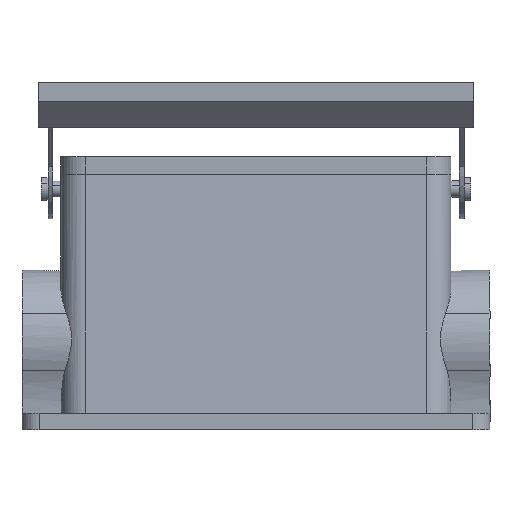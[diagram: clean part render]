
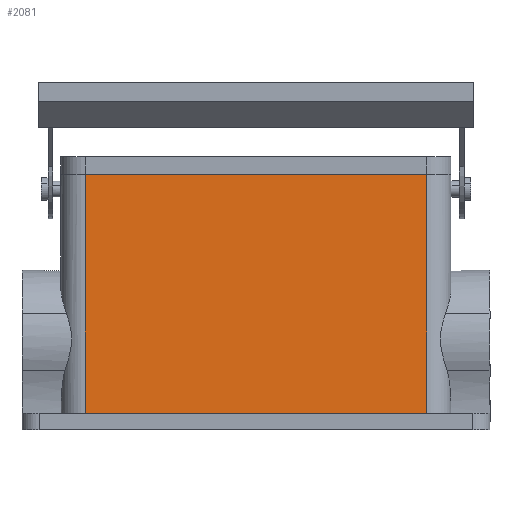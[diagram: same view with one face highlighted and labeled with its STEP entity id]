
A CAD part, left-side view. The second image highlights one B-rep face of the part: STEP entity #2081.
In plain terms, the highlighted planar face has unit normal (-0.999, 0, 0.035).
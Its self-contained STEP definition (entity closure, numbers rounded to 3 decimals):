
#2068=AXIS2_PLACEMENT_3D('Plane Axis2P3D',#2065,#2066,#2067) ;
#895=CARTESIAN_POINT('Vertex',(15.933,19.5,5.)) ;
#898=CARTESIAN_POINT('Line Origine',(15.933,72.,5.)) ;
#902=CARTESIAN_POINT('Vertex',(15.933,124.5,5.)) ;
#1641=CARTESIAN_POINT('Line Origine',(18.5,72.,78.5)) ;
#1645=CARTESIAN_POINT('Vertex',(18.5,124.5,78.5)) ;
#1647=CARTESIAN_POINT('Vertex',(18.5,19.5,78.5)) ;
#1950=CARTESIAN_POINT('Line Origine',(17.169,19.5,40.381)) ;
#2065=CARTESIAN_POINT('Axis2P3D Location',(18.5,72.,78.5)) ;
#2070=CARTESIAN_POINT('Line Origine',(17.217,124.5,41.75)) ;
#899=DIRECTION('Vector Direction',(0.,1.,0.)) ;
#1642=DIRECTION('Vector Direction',(0.,1.,0.)) ;
#1951=DIRECTION('Vector Direction',(0.035,0.,0.999)) ;
#2066=DIRECTION('Axis2P3D Direction',(-0.999,0.,0.035)) ;
#2067=DIRECTION('Axis2P3D XDirection',(0.,1.,0.)) ;
#2071=DIRECTION('Vector Direction',(-0.035,0.,-0.999)) ;
#900=VECTOR('Line Direction',#899,1.) ;
#1643=VECTOR('Line Direction',#1642,1.) ;
#1952=VECTOR('Line Direction',#1951,1.) ;
#2072=VECTOR('Line Direction',#2071,1.) ;
#2076=ORIENTED_EDGE('',*,*,#1954,.F.) ;
#2077=ORIENTED_EDGE('',*,*,#1649,.F.) ;
#2078=ORIENTED_EDGE('',*,*,#2074,.F.) ;
#2079=ORIENTED_EDGE('',*,*,#904,.F.) ;
#2081=ADVANCED_FACE('Housing',(#2080),#2069,.T.) ;
#904=EDGE_CURVE('',#896,#903,#901,.T.) ;
#1649=EDGE_CURVE('',#1646,#1648,#1644,.F.) ;
#1954=EDGE_CURVE('',#1648,#896,#1953,.F.) ;
#2074=EDGE_CURVE('',#903,#1646,#2073,.F.) ;
#2075=EDGE_LOOP('',(#2076,#2077,#2078,#2079)) ;
#2080=FACE_OUTER_BOUND('',#2075,.T.) ;
#901=LINE('Line',#898,#900) ;
#1644=LINE('Line',#1641,#1643) ;
#1953=LINE('Line',#1950,#1952) ;
#2073=LINE('Line',#2070,#2072) ;
#2069=PLANE('',#2068) ;
#896=VERTEX_POINT('',#895) ;
#903=VERTEX_POINT('',#902) ;
#1646=VERTEX_POINT('',#1645) ;
#1648=VERTEX_POINT('',#1647) ;
